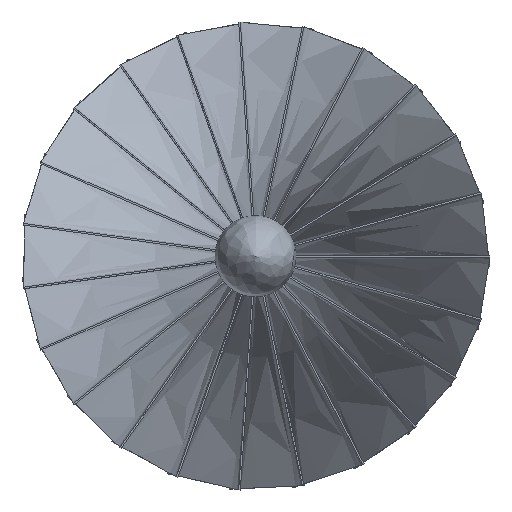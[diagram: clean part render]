
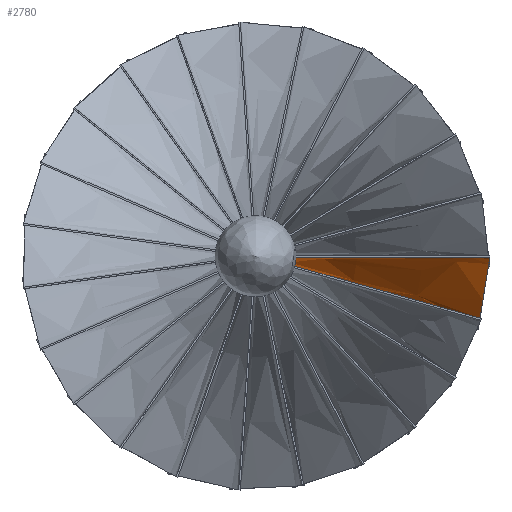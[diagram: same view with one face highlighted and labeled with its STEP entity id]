
A CAD part, top view. The second image highlights one B-rep face of the part: STEP entity #2780.
In plain terms, the highlighted free-form (B-spline) face has degree [3, 3] with [4, 4] control points.
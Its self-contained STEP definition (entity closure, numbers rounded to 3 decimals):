
#105=B_SPLINE_CURVE_WITH_KNOTS('',3,(#3809,#3810,#3811,#3812),
 .UNSPECIFIED.,.F.,.F.,(4,4),(0.,1.),.UNSPECIFIED.);
#106=B_SPLINE_CURVE_WITH_KNOTS('',3,(#3813,#3814,#3815,#3816),
 .UNSPECIFIED.,.F.,.F.,(4,4),(0.,1.),.UNSPECIFIED.);
#282=B_SPLINE_SURFACE_WITH_KNOTS('',3,3,((#3793,#3794,#3795,#3796),(#3797,
#3798,#3799,#3800),(#3801,#3802,#3803,#3804),(#3805,#3806,#3807,#3808)),
 .UNSPECIFIED.,.F.,.F.,.F.,(4,4),(4,4),(0.,1.),(0.,1.),.UNSPECIFIED.);
#416=FACE_OUTER_BOUND('',#628,.T.);
#628=EDGE_LOOP('',(#1895,#1896,#1897,#1898));
#965=LINE('',#3778,#1086);
#968=LINE('',#3787,#1089);
#1086=VECTOR('',#3248,10.);
#1089=VECTOR('',#3255,10.);
#1207=VERTEX_POINT('',#3776);
#1208=VERTEX_POINT('',#3777);
#1211=VERTEX_POINT('',#3785);
#1212=VERTEX_POINT('',#3786);
#1467=EDGE_CURVE('',#1207,#1208,#965,.T.);
#1471=EDGE_CURVE('',#1211,#1212,#968,.T.);
#1475=EDGE_CURVE('',#1211,#1207,#105,.T.);
#1476=EDGE_CURVE('',#1212,#1208,#106,.T.);
#1895=ORIENTED_EDGE('',*,*,#1471,.F.);
#1896=ORIENTED_EDGE('',*,*,#1475,.T.);
#1897=ORIENTED_EDGE('',*,*,#1467,.T.);
#1898=ORIENTED_EDGE('',*,*,#1476,.F.);
#2780=ADVANCED_FACE('',(#416),#282,.F.);
#3248=DIRECTION('',(0.951,-0.309,0.));
#3255=DIRECTION('',(1.,0.,0.));
#3776=CARTESIAN_POINT('',(23.584,-51.296,-143.002));
#3777=CARTESIAN_POINT('',(156.732,-94.558,-143.002));
#3778=CARTESIAN_POINT('',(23.584,-51.296,-143.002));
#3785=CARTESIAN_POINT('',(24.993,-43.602,-93.002));
#3786=CARTESIAN_POINT('',(164.993,-43.602,-93.002));
#3787=CARTESIAN_POINT('',(24.993,-43.602,-93.002));
#3793=CARTESIAN_POINT('Ctrl Pts',(24.993,-43.602,-93.002));
#3794=CARTESIAN_POINT('Ctrl Pts',(24.993,-43.602,-98.82));
#3795=CARTESIAN_POINT('Ctrl Pts',(23.584,-51.296,-123.609));
#3796=CARTESIAN_POINT('Ctrl Pts',(23.584,-51.296,-143.002));
#3797=CARTESIAN_POINT('Ctrl Pts',(71.659,-43.602,-93.002));
#3798=CARTESIAN_POINT('Ctrl Pts',(71.659,-43.602,-98.82));
#3799=CARTESIAN_POINT('Ctrl Pts',(67.967,-65.717,-123.609));
#3800=CARTESIAN_POINT('Ctrl Pts',(67.967,-65.717,-143.002));
#3801=CARTESIAN_POINT('Ctrl Pts',(118.326,-43.602,-93.002));
#3802=CARTESIAN_POINT('Ctrl Pts',(118.326,-43.602,-98.82));
#3803=CARTESIAN_POINT('Ctrl Pts',(112.349,-80.137,-123.609));
#3804=CARTESIAN_POINT('Ctrl Pts',(112.349,-80.137,-143.002));
#3805=CARTESIAN_POINT('Ctrl Pts',(164.993,-43.602,-93.002));
#3806=CARTESIAN_POINT('Ctrl Pts',(164.993,-43.602,-98.82));
#3807=CARTESIAN_POINT('Ctrl Pts',(156.732,-94.558,-123.609));
#3808=CARTESIAN_POINT('Ctrl Pts',(156.732,-94.558,-143.002));
#3809=CARTESIAN_POINT('Ctrl Pts',(24.993,-43.602,-93.002));
#3810=CARTESIAN_POINT('Ctrl Pts',(24.993,-43.602,-98.82));
#3811=CARTESIAN_POINT('Ctrl Pts',(23.584,-51.296,-123.609));
#3812=CARTESIAN_POINT('Ctrl Pts',(23.584,-51.296,-143.002));
#3813=CARTESIAN_POINT('Ctrl Pts',(164.993,-43.602,-93.002));
#3814=CARTESIAN_POINT('Ctrl Pts',(164.993,-43.602,-98.82));
#3815=CARTESIAN_POINT('Ctrl Pts',(156.732,-94.558,-123.609));
#3816=CARTESIAN_POINT('Ctrl Pts',(156.732,-94.558,-143.002));
